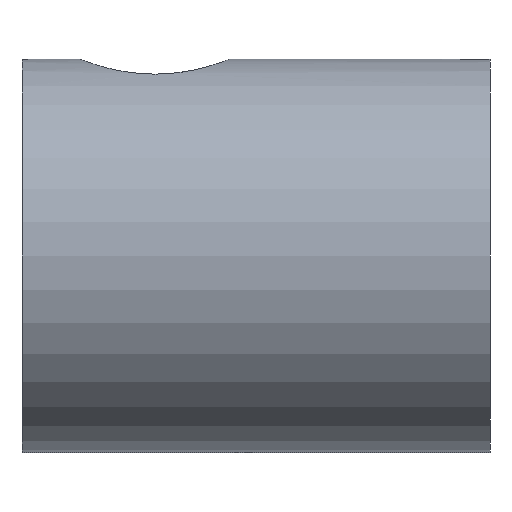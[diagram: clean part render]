
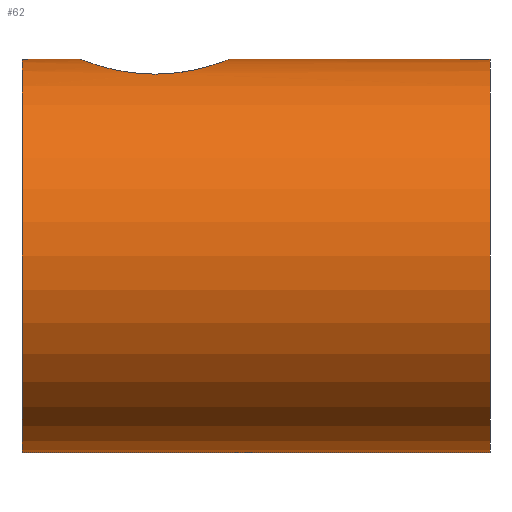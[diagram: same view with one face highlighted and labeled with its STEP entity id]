
A CAD part, left-side view. The second image highlights one B-rep face of the part: STEP entity #62.
In plain terms, the highlighted cylindrical face has radius 5.334 mm (diameter 10.668 mm), a partial arc.
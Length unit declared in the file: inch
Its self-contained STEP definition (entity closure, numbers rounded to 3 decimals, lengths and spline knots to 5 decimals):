
#31 = EDGE_CURVE ( 'NONE', #2079, #693, #1144, .T. ) ;
#58 = EDGE_CURVE ( 'NONE', #1394, #1343, #1087, .T. ) ;
#62 = ADVANCED_FACE ( 'NONE', ( #1147 ), #1027, .T. ) ;
#89 = AXIS2_PLACEMENT_3D ( 'NONE', #972, #2116, #1212 ) ;
#95 = CARTESIAN_POINT ( 'NONE',  ( -0.0795, 0.34755, 0.19437 ) ) ;
#108 = CIRCLE ( 'NONE', #1190, 0.21 ) ;
#147 = CARTESIAN_POINT ( 'NONE',  ( -0.07138, 0.39338, 0.19751 ) ) ;
#176 = CIRCLE ( 'NONE', #89, 0.21 ) ;
#237 = CARTESIAN_POINT ( 'NONE',  ( 0., 0.5, 0. ) ) ;
#267 = CARTESIAN_POINT ( 'NONE',  ( -0.02578, 0.28261, 0.20847 ) ) ;
#269 = DIRECTION ( 'NONE',  ( 0., 0., -1. ) ) ;
#295 = ORIENTED_EDGE ( 'NONE', *, *, #58, .F. ) ;
#308 = DIRECTION ( 'NONE',  ( 0., -1., 0. ) ) ;
#343 = CARTESIAN_POINT ( 'NONE',  ( -0.06315, 0.40657, 0.2003 ) ) ;
#350 = VERTEX_POINT ( 'NONE', #405 ) ;
#405 = CARTESIAN_POINT ( 'NONE',  ( 0., 0.5, 0.21 ) ) ;
#438 = DIRECTION ( 'NONE',  ( 0., 0., 1. ) ) ;
#468 = CARTESIAN_POINT ( 'NONE',  ( -0.04003, 0.28912, 0.2062 ) ) ;
#498 = VECTOR ( 'NONE', #1101, 39.37008 ) ;
#516 = B_SPLINE_CURVE_WITH_KNOTS ( 'NONE', 3,
 ( #1561, #1388, #1052, #2185, #1229, #147, #1393, #343, #1568, #534, #1732, #709, #1890, #888, #2047, #1063, #2191, #1233 ),
 .UNSPECIFIED., .F., .F.,
 ( 4, 2, 2, 2, 2, 2, 2, 2, 4 ),
 ( 0.00637, 0.00677, 0.00717, 0.00757, 0.00797, 0.00836, 0.00876, 0.00916, 0.00956 ),
 .UNSPECIFIED. ) ;
#534 = CARTESIAN_POINT ( 'NONE',  ( -0.05253, 0.4179, 0.20336 ) ) ;
#620 = AXIS2_PLACEMENT_3D ( 'NONE', #850, #1335, #269 ) ;
#622 = EDGE_CURVE ( 'NONE', #693, #1343, #176, .T. ) ;
#638 = CARTESIAN_POINT ( 'NONE',  ( -0.0795, 0.358, 0.19437 ) ) ;
#644 = CARTESIAN_POINT ( 'NONE',  ( -0.05264, 0.2982, 0.20333 ) ) ;
#652 = EDGE_CURVE ( 'NONE', #2079, #350, #108, .T. ) ;
#661 = CARTESIAN_POINT ( 'NONE',  ( -0.01056, 0.27903, 0.2098 ) ) ;
#663 = ORIENTED_EDGE ( 'NONE', *, *, #2184, .T. ) ;
#693 = VERTEX_POINT ( 'NONE', #1061 ) ;
#709 = CARTESIAN_POINT ( 'NONE',  ( -0.04001, 0.42689, 0.2062 ) ) ;
#823 = CARTESIAN_POINT ( 'NONE',  ( -0.06317, 0.30946, 0.2003 ) ) ;
#850 = CARTESIAN_POINT ( 'NONE',  ( 0., 0.5, 0. ) ) ;
#854 = CARTESIAN_POINT ( 'NONE',  ( 0., 0.5, -0.21 ) ) ;
#876 = LINE ( 'NONE', #1439, #498 ) ;
#884 = ORIENTED_EDGE ( 'NONE', *, *, #652, .F. ) ;
#888 = CARTESIAN_POINT ( 'NONE',  ( -0.02576, 0.43339, 0.20847 ) ) ;
#972 = CARTESIAN_POINT ( 'NONE',  ( 0., 0., 0. ) ) ;
#988 = ORIENTED_EDGE ( 'NONE', *, *, #622, .T. ) ;
#995 = CARTESIAN_POINT ( 'NONE',  ( -0.07141, 0.32268, 0.1975 ) ) ;
#1027 = CYLINDRICAL_SURFACE ( 'NONE', #620, 0.21 ) ;
#1052 = CARTESIAN_POINT ( 'NONE',  ( -0.07898, 0.3685, 0.19459 ) ) ;
#1053 = CARTESIAN_POINT ( 'NONE',  ( 0., 0., 0.21 ) ) ;
#1061 = CARTESIAN_POINT ( 'NONE',  ( 0., 0., -0.21 ) ) ;
#1063 = CARTESIAN_POINT ( 'NONE',  ( -0.01056, 0.43697, 0.2098 ) ) ;
#1087 = LINE ( 'NONE', #1858, #1114 ) ;
#1100 = EDGE_LOOP ( 'NONE', ( #1444, #884, #1293, #988, #295, #2003, #663 ) ) ;
#1101 = DIRECTION ( 'NONE',  ( 0., -1., 0. ) ) ;
#1104 = B_SPLINE_CURVE_WITH_KNOTS ( 'NONE', 3,
 ( #2024, #1300, #661, #1966, #267, #1503, #468, #1680, #644, #1835, #823, #1985, #995, #1186, #95, #1352 ),
 .UNSPECIFIED., .F., .F.,
 ( 4, 2, 2, 2, 2, 2, 2, 4 ),
 ( 0.00319, 0.00359, 0.00398, 0.00438, 0.00478, 0.00518, 0.00558, 0.00637 ),
 .UNSPECIFIED. ) ;
#1108 = EDGE_CURVE ( 'NONE', #1394, #1934, #1104, .T. ) ;
#1114 = VECTOR ( 'NONE', #308, 39.37008 ) ;
#1139 = VECTOR ( 'NONE', #1328, 39.37008 ) ;
#1144 = LINE ( 'NONE', #1411, #1139 ) ;
#1147 = FACE_OUTER_BOUND ( 'NONE', #1100, .T. ) ;
#1186 = CARTESIAN_POINT ( 'NONE',  ( -0.07737, 0.33701, 0.19527 ) ) ;
#1190 = AXIS2_PLACEMENT_3D ( 'NONE', #237, #1471, #438 ) ;
#1212 = DIRECTION ( 'NONE',  ( 0., 0., 1. ) ) ;
#1229 = CARTESIAN_POINT ( 'NONE',  ( -0.07538, 0.38378, 0.19601 ) ) ;
#1233 = CARTESIAN_POINT ( 'NONE',  ( 0., 0.4375, 0.21 ) ) ;
#1293 = ORIENTED_EDGE ( 'NONE', *, *, #31, .T. ) ;
#1300 = CARTESIAN_POINT ( 'NONE',  ( -0.00524, 0.2785, 0.21 ) ) ;
#1328 = DIRECTION ( 'NONE',  ( 0., -1., 0. ) ) ;
#1335 = DIRECTION ( 'NONE',  ( 0., -1., 0. ) ) ;
#1343 = VERTEX_POINT ( 'NONE', #1053 ) ;
#1352 = CARTESIAN_POINT ( 'NONE',  ( -0.0795, 0.358, 0.19437 ) ) ;
#1388 = CARTESIAN_POINT ( 'NONE',  ( -0.0795, 0.36322, 0.19437 ) ) ;
#1393 = CARTESIAN_POINT ( 'NONE',  ( -0.06889, 0.39801, 0.1984 ) ) ;
#1394 = VERTEX_POINT ( 'NONE', #1751 ) ;
#1411 = CARTESIAN_POINT ( 'NONE',  ( 0., 0.5, -0.21 ) ) ;
#1439 = CARTESIAN_POINT ( 'NONE',  ( 0., 0.5, 0.21 ) ) ;
#1444 = ORIENTED_EDGE ( 'NONE', *, *, #1470, .F. ) ;
#1450 = VERTEX_POINT ( 'NONE', #2078 ) ;
#1470 = EDGE_CURVE ( 'NONE', #350, #1450, #876, .T. ) ;
#1471 = DIRECTION ( 'NONE',  ( 0., 1., 0. ) ) ;
#1503 = CARTESIAN_POINT ( 'NONE',  ( -0.03548, 0.28666, 0.20704 ) ) ;
#1561 = CARTESIAN_POINT ( 'NONE',  ( -0.0795, 0.358, 0.19437 ) ) ;
#1568 = CARTESIAN_POINT ( 'NONE',  ( -0.05989, 0.41054, 0.20132 ) ) ;
#1680 = CARTESIAN_POINT ( 'NONE',  ( -0.0486, 0.29487, 0.20435 ) ) ;
#1732 = CARTESIAN_POINT ( 'NONE',  ( -0.04855, 0.42116, 0.20436 ) ) ;
#1751 = CARTESIAN_POINT ( 'NONE',  ( 0., 0.2785, 0.21 ) ) ;
#1835 = CARTESIAN_POINT ( 'NONE',  ( -0.05992, 0.3055, 0.20131 ) ) ;
#1858 = CARTESIAN_POINT ( 'NONE',  ( 0., 0.5, 0.21 ) ) ;
#1890 = CARTESIAN_POINT ( 'NONE',  ( -0.03539, 0.42938, 0.20705 ) ) ;
#1934 = VERTEX_POINT ( 'NONE', #638 ) ;
#1966 = CARTESIAN_POINT ( 'NONE',  ( -0.0208, 0.28109, 0.20903 ) ) ;
#1985 = CARTESIAN_POINT ( 'NONE',  ( -0.06892, 0.31804, 0.19839 ) ) ;
#2003 = ORIENTED_EDGE ( 'NONE', *, *, #1108, .T. ) ;
#2024 = CARTESIAN_POINT ( 'NONE',  ( 0., 0.2785, 0.21 ) ) ;
#2047 = CARTESIAN_POINT ( 'NONE',  ( -0.0208, 0.43491, 0.20903 ) ) ;
#2078 = CARTESIAN_POINT ( 'NONE',  ( 0., 0.4375, 0.21 ) ) ;
#2079 = VERTEX_POINT ( 'NONE', #854 ) ;
#2116 = DIRECTION ( 'NONE',  ( 0., 1., 0. ) ) ;
#2184 = EDGE_CURVE ( 'NONE', #1934, #1450, #516, .T. ) ;
#2185 = CARTESIAN_POINT ( 'NONE',  ( -0.07691, 0.37881, 0.19541 ) ) ;
#2191 = CARTESIAN_POINT ( 'NONE',  ( -0.00524, 0.4375, 0.21 ) ) ;
